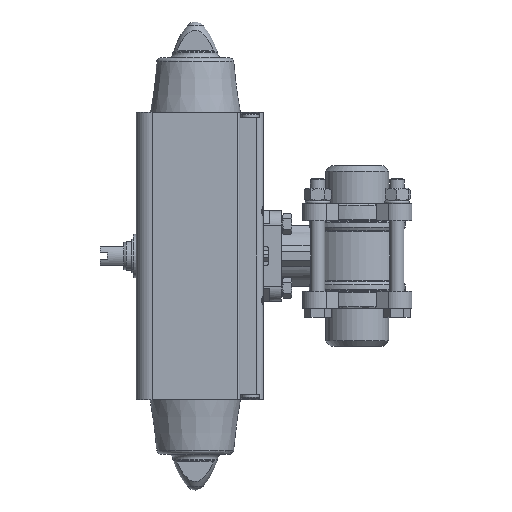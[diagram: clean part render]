
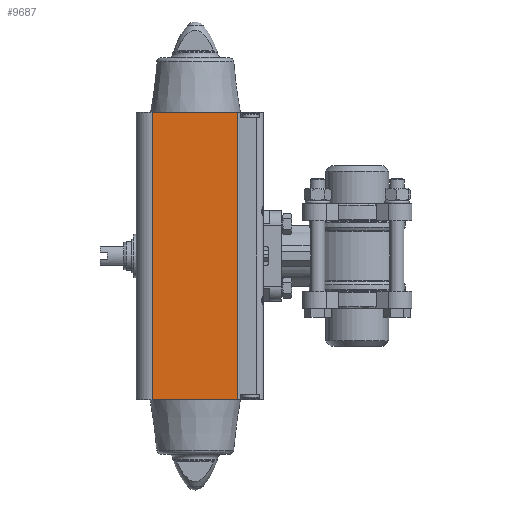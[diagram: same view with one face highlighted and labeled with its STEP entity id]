
A CAD part, left-side view. The second image highlights one B-rep face of the part: STEP entity #9687.
In plain terms, the highlighted planar face has unit normal (-1, 0, 0).
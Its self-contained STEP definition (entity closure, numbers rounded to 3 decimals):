
#2631=ORIENTED_EDGE('',*,*,#4404,.T.);
#2632=ORIENTED_EDGE('',*,*,#4447,.F.);
#2633=ORIENTED_EDGE('',*,*,#4432,.F.);
#2634=ORIENTED_EDGE('',*,*,#4448,.T.);
#4404=EDGE_CURVE('',#5471,#5470,#6267,.T.);
#4432=EDGE_CURVE('',#5492,#5493,#6283,.T.);
#4447=EDGE_CURVE('',#5493,#5470,#6285,.T.);
#4448=EDGE_CURVE('',#5492,#5471,#6286,.T.);
#5470=VERTEX_POINT('',#16288);
#5471=VERTEX_POINT('',#16290);
#5492=VERTEX_POINT('',#16342);
#5493=VERTEX_POINT('',#16344);
#6267=LINE('',#16289,#7010);
#6283=LINE('',#16343,#7026);
#6285=LINE('',#16431,#7028);
#6286=LINE('',#16432,#7029);
#7010=VECTOR('',#12769,1000.);
#7026=VECTOR('',#12817,1000.);
#7028=VECTOR('',#12843,1000.);
#7029=VECTOR('',#12844,1000.);
#7780=EDGE_LOOP('',(#2631,#2632,#2633,#2634));
#8615=FACE_BOUND('',#7780,.T.);
#9200=PLANE('',#10665);
#9687=ADVANCED_FACE('',(#8615),#9200,.F.);
#10665=AXIS2_PLACEMENT_3D('',#16430,#12841,#12842);
#12769=DIRECTION('',(0.,-1.,0.));
#12817=DIRECTION('',(0.,-1.,0.));
#12841=DIRECTION('',(1.,0.,0.));
#12842=DIRECTION('',(0.,0.,-1.));
#12843=DIRECTION('',(0.,0.,-1.));
#12844=DIRECTION('',(0.,0.,-1.));
#16288=CARTESIAN_POINT('',(-32.7,-23.516,-79.6));
#16289=CARTESIAN_POINT('',(-32.7,23.9,-79.6));
#16290=CARTESIAN_POINT('',(-32.7,23.9,-79.6));
#16342=CARTESIAN_POINT('',(-32.7,23.9,79.6));
#16343=CARTESIAN_POINT('',(-32.7,23.9,79.6));
#16344=CARTESIAN_POINT('',(-32.7,-23.516,79.6));
#16430=CARTESIAN_POINT('',(-32.7,23.9,79.6));
#16431=CARTESIAN_POINT('',(-32.7,-23.516,79.6));
#16432=CARTESIAN_POINT('',(-32.7,23.9,79.6));
